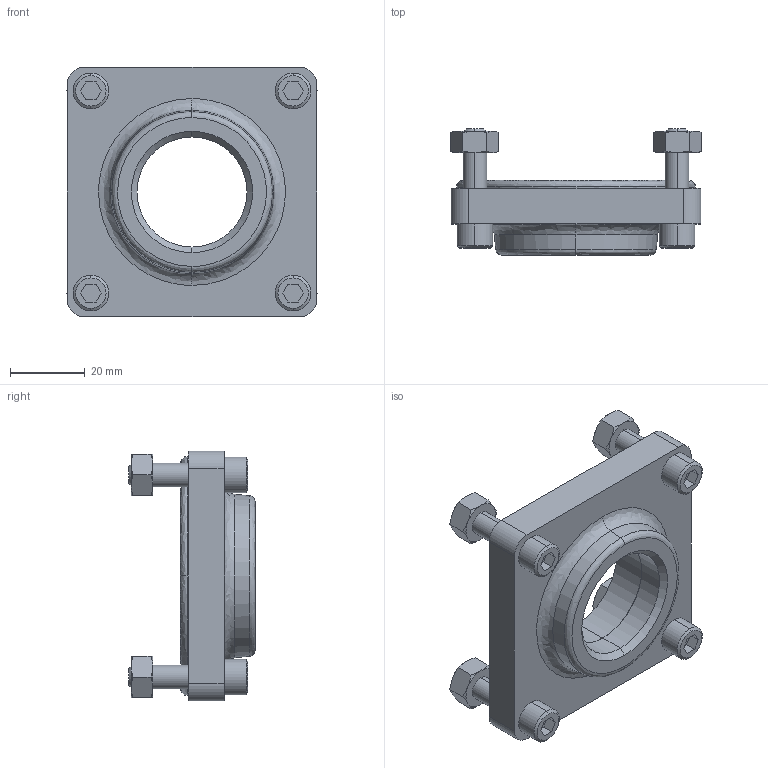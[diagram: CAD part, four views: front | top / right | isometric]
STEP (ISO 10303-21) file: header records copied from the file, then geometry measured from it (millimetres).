
FILE_DESCRIPTION (( 'STEP AP203' ), '1' );
FILE_NAME ('EC-3801-K.step', '2024-09-16T19:10:08', ( '' ), ( '' ), 'SwSTEP 2.0', 'SolidWorks 2023', '' );
FILE_SCHEMA (( 'CONFIG_CONTROL_DESIGN' ));
Length unit declared in the file: inch
Products named in the file (1): EC-3801-K
Bounding box: 66.8 x 33.66 x 66.65 mm (x, y, z)
Volume: 45156.2 mm3; surface area: 21748.9 mm2
Topology: 10 solids, 10 shells, 218 faces, 476 edges, 290 vertices
Faces by surface type: plane 84, cone 78, cylinder 48, bspline 8
Entity records: 6221 total; most frequent: CARTESIAN_POINT 1435, DIRECTION 984, ORIENTED_EDGE 952, EDGE_CURVE 476, AXIS2_PLACEMENT_3D 399, VERTEX_POINT 290, EDGE_LOOP 250, ADVANCED_FACE 218
